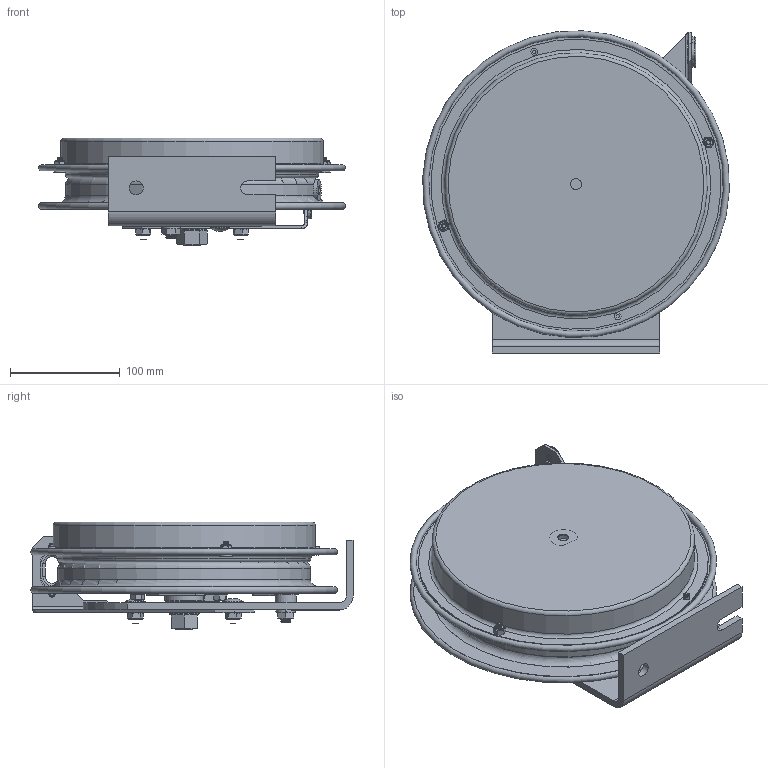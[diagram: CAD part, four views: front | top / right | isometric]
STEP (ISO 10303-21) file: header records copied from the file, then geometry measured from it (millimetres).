
FILE_DESCRIPTION(/* description */ (''),/* implementation_level */ '2;1');
FILE_NAME(/* name */ 'SDL-50_SHARED.stp',/* time_stamp */ '2020-02-05T15:38:10-07:00',/* author */ ('NMelton'),/* organization */ (''),/* preprocessor_version */ 'ST-DEVELOPER v17',/* originating_system */ 'Autodesk Inventor 2019',/* authorisation */ '');
FILE_SCHEMA (('AUTOMOTIVE_DESIGN { 1 0 10303 214 3 1 1 }'));
Products named in the file (1): SDL-50_SHARED
Bounding box: 279.14 x 293.37 x 98.3 mm (x, y, z)
Surface area: 499239.4 mm2 (no closed solid volume)
Topology: 0 solids, 74 shells, 1270 faces, 4438 edges, 3175 vertices
Faces by surface type: plane 538, bspline 364, cylinder 221, cone 95, torus 45, sphere 7
Full cylindrical faces by diameter (mm): 2.54 x1, 3.048 x1, 4.699 x2, 4.826 x1, 5.563 x4, 7.925 x1, 7.938 x1, 9.906 x1, 10.16 x2, 11.227 x2, 12.192 x3, 12.7 x2, 15.875 x1, 17.399 x1, 19.05 x3, 25.362 x1, 28.575 x1, 34.925 x1, 35.052 x1, 239.014 x1, 264.16 x2
Entity records: 54374 total; most frequent: CARTESIAN_POINT 18048, ORIENTED_EDGE 7291, DIRECTION 6028, EDGE_CURVE 4437, VERTEX_POINT 3175, LINE 2256, VECTOR 2256, AXIS2_PLACEMENT_3D 1886
